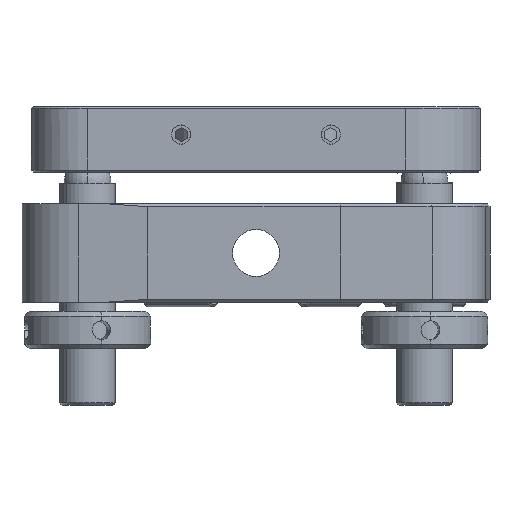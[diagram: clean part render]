
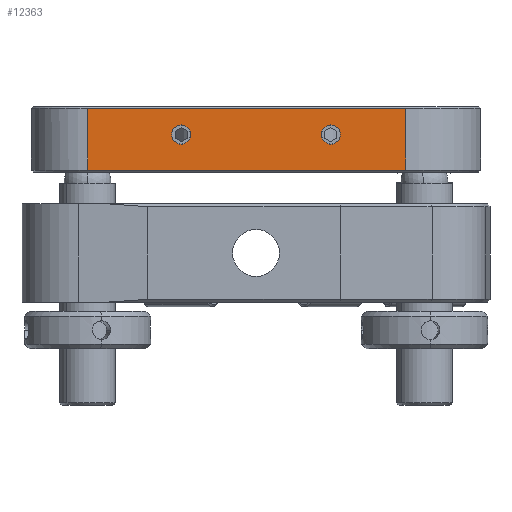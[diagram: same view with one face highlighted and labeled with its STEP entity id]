
A CAD part, front view. The second image highlights one B-rep face of the part: STEP entity #12363.
In plain terms, the highlighted planar face has unit normal (0, -1, 0).
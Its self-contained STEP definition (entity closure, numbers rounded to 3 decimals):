
#273 = VECTOR ( 'NONE', #12780, 1000. ) ;
#573 = EDGE_CURVE ( 'NONE', #1375, #1345, #14237, .T. ) ;
#734 = EDGE_CURVE ( 'NONE', #1345, #9344, #9797, .T. ) ;
#853 = DIRECTION ( 'NONE',  ( 0., 0., 1. ) ) ;
#902 = CARTESIAN_POINT ( 'NONE',  ( -8., -24., -3.35 ) ) ;
#1345 = VERTEX_POINT ( 'NONE', #9343 ) ;
#1375 = VERTEX_POINT ( 'NONE', #14369 ) ;
#1520 = CARTESIAN_POINT ( 'NONE',  ( -8., -24., -2.325 ) ) ;
#2244 = CARTESIAN_POINT ( 'NONE',  ( -8., -24., -4.375 ) ) ;
#2942 = CARTESIAN_POINT ( 'NONE',  ( 16., -24., -7.35 ) ) ;
#3159 = VECTOR ( 'NONE', #6371, 1000. ) ;
#3456 = DIRECTION ( 'NONE',  ( 0., 1., 0. ) ) ;
#3475 = CARTESIAN_POINT ( 'NONE',  ( 8., -24., -3.35 ) ) ;
#3557 = LINE ( 'NONE', #4098, #3159 ) ;
#3869 = DIRECTION ( 'NONE',  ( 0., -1., 0. ) ) ;
#3930 = ORIENTED_EDGE ( 'NONE', *, *, #11950, .F. ) ;
#3977 = ORIENTED_EDGE ( 'NONE', *, *, #7400, .F. ) ;
#4011 = FACE_OUTER_BOUND ( 'NONE', #7548, .T. ) ;
#4098 = CARTESIAN_POINT ( 'NONE',  ( 24., -24., -0.55 ) ) ;
#4127 = LINE ( 'NONE', #2942, #273 ) ;
#4247 = VERTEX_POINT ( 'NONE', #2244 ) ;
#4559 = VECTOR ( 'NONE', #13193, 1000. ) ;
#4999 = CARTESIAN_POINT ( 'NONE',  ( 8., -24., -3.35 ) ) ;
#5084 = CIRCLE ( 'NONE', #8187, 1.025 ) ;
#5690 = DIRECTION ( 'NONE',  ( 0., -1., 0. ) ) ;
#5762 = AXIS2_PLACEMENT_3D ( 'NONE', #902, #14641, #853 ) ;
#5812 = AXIS2_PLACEMENT_3D ( 'NONE', #8622, #3456, #9696 ) ;
#6109 = EDGE_LOOP ( 'NONE', ( #3930, #3977 ) ) ;
#6371 = DIRECTION ( 'NONE',  ( -1., 0., 0. ) ) ;
#6580 = VERTEX_POINT ( 'NONE', #11841 ) ;
#6720 = VERTEX_POINT ( 'NONE', #14670 ) ;
#7268 = AXIS2_PLACEMENT_3D ( 'NONE', #11689, #5690, #9258 ) ;
#7400 = EDGE_CURVE ( 'NONE', #6580, #6720, #12333, .T. ) ;
#7427 = ORIENTED_EDGE ( 'NONE', *, *, #13070, .F. ) ;
#7457 = CIRCLE ( 'NONE', #5762, 1.025 ) ;
#7548 = EDGE_LOOP ( 'NONE', ( #15435, #13536, #9387, #7910 ) ) ;
#7623 = CARTESIAN_POINT ( 'NONE',  ( 16., -24., -7.15 ) ) ;
#7910 = ORIENTED_EDGE ( 'NONE', *, *, #8707, .T. ) ;
#8187 = AXIS2_PLACEMENT_3D ( 'NONE', #4999, #3869, #12526 ) ;
#8265 = EDGE_CURVE ( 'NONE', #4247, #13926, #7457, .T. ) ;
#8385 = DIRECTION ( 'NONE',  ( 0., 0., 1. ) ) ;
#8499 = CARTESIAN_POINT ( 'NONE',  ( -18., -24., -7.35 ) ) ;
#8622 = CARTESIAN_POINT ( 'NONE',  ( 24., -24., -7.35 ) ) ;
#8707 = EDGE_CURVE ( 'NONE', #11178, #1375, #3557, .T. ) ;
#9174 = EDGE_CURVE ( 'NONE', #9344, #11178, #4127, .T. ) ;
#9258 = DIRECTION ( 'NONE',  ( 0., 0., 1. ) ) ;
#9343 = CARTESIAN_POINT ( 'NONE',  ( -18., -24., -7.15 ) ) ;
#9344 = VERTEX_POINT ( 'NONE', #14516 ) ;
#9387 = ORIENTED_EDGE ( 'NONE', *, *, #9174, .T. ) ;
#9696 = DIRECTION ( 'NONE',  ( 0., 0., -1. ) ) ;
#9797 = LINE ( 'NONE', #7623, #12681 ) ;
#11178 = VERTEX_POINT ( 'NONE', #12207 ) ;
#11689 = CARTESIAN_POINT ( 'NONE',  ( -8., -24., -3.35 ) ) ;
#11745 = ORIENTED_EDGE ( 'NONE', *, *, #8265, .F. ) ;
#11841 = CARTESIAN_POINT ( 'NONE',  ( 8., -24., -4.375 ) ) ;
#11950 = EDGE_CURVE ( 'NONE', #6720, #6580, #5084, .T. ) ;
#12138 = DIRECTION ( 'NONE',  ( 0., -1., 0. ) ) ;
#12207 = CARTESIAN_POINT ( 'NONE',  ( 16., -24., -0.55 ) ) ;
#12333 = CIRCLE ( 'NONE', #14991, 1.025 ) ;
#12363 = ADVANCED_FACE ( 'NONE', ( #14266, #14859, #4011 ), #14667, .F. ) ;
#12526 = DIRECTION ( 'NONE',  ( 0., 0., 1. ) ) ;
#12681 = VECTOR ( 'NONE', #15188, 1000. ) ;
#12780 = DIRECTION ( 'NONE',  ( 0., 0., 1. ) ) ;
#13070 = EDGE_CURVE ( 'NONE', #13926, #4247, #16008, .T. ) ;
#13193 = DIRECTION ( 'NONE',  ( 0., 0., -1. ) ) ;
#13536 = ORIENTED_EDGE ( 'NONE', *, *, #734, .T. ) ;
#13926 = VERTEX_POINT ( 'NONE', #1520 ) ;
#14237 = LINE ( 'NONE', #8499, #4559 ) ;
#14266 = FACE_BOUND ( 'NONE', #6109, .T. ) ;
#14369 = CARTESIAN_POINT ( 'NONE',  ( -18., -24., -0.55 ) ) ;
#14516 = CARTESIAN_POINT ( 'NONE',  ( 16., -24., -7.15 ) ) ;
#14641 = DIRECTION ( 'NONE',  ( 0., -1., 0. ) ) ;
#14667 = PLANE ( 'NONE',  #5812 ) ;
#14670 = CARTESIAN_POINT ( 'NONE',  ( 8., -24., -2.325 ) ) ;
#14796 = EDGE_LOOP ( 'NONE', ( #7427, #11745 ) ) ;
#14859 = FACE_BOUND ( 'NONE', #14796, .T. ) ;
#14991 = AXIS2_PLACEMENT_3D ( 'NONE', #3475, #12138, #8385 ) ;
#15188 = DIRECTION ( 'NONE',  ( 1., 0., 0. ) ) ;
#15435 = ORIENTED_EDGE ( 'NONE', *, *, #573, .T. ) ;
#16008 = CIRCLE ( 'NONE', #7268, 1.025 ) ;
